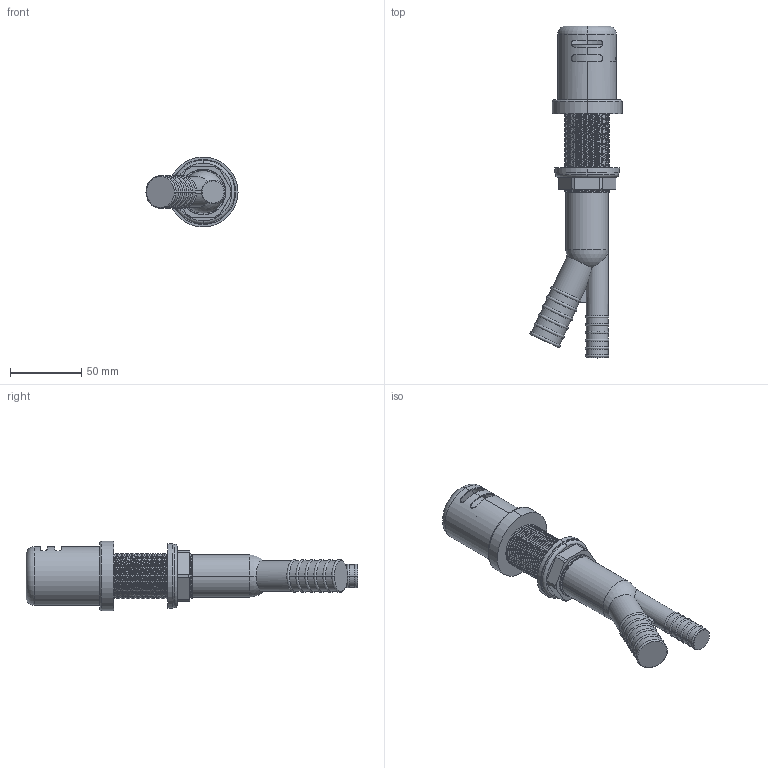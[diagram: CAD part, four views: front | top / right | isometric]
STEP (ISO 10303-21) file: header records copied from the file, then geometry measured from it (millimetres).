
FILE_DESCRIPTION((''),'2;1');
FILE_NAME('100','2021-10-04T15:36:38',('rsmith'),(''),'CREO PARAMETRIC BY PTC INC, 2018400','CREO PARAMETRIC BY PTC INC, 2018400','');
FILE_SCHEMA(('AUTOMOTIVE_DESIGN { 1 0 10303 214 1 1 1 1 }'));
Length unit declared in the file: inch
Products named in the file (1): 100
Bounding box: 64.83 x 233.74 x 49.28 mm (x, y, z)
Volume: 177354.3 mm3; surface area: 45946 mm2
Topology: 1 solids, 1 shells, 269 faces, 700 edges, 442 vertices
Faces by surface type: cylinder 135, plane 63, bspline 36, torus 33, sphere 2
Entity records: 28630 total; most frequent: CARTESIAN_POINT 18973, ORIENTED_EDGE 1400, DIRECTION 1106, PRESENTATION_STYLE_ASSIGNMENT 837, STYLED_ITEM 787, CURVE_STYLE 700, EDGE_CURVE 700, VERTEX_POINT 442
